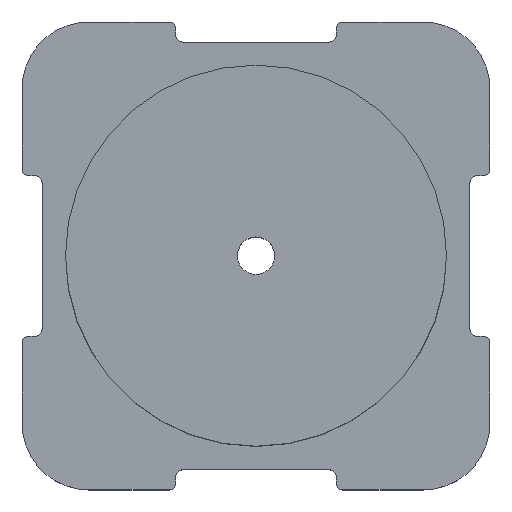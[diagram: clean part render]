
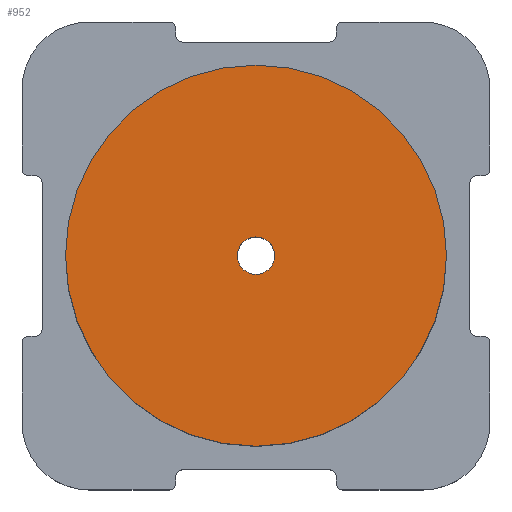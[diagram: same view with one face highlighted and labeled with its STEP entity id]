
A CAD part, top view. The second image highlights one B-rep face of the part: STEP entity #952.
In plain terms, the highlighted face is planar.
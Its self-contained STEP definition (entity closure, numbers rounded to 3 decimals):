
#64=PLANE('',#1054);
#233=FACE_BOUND('',#342,.T.);
#284=FACE_OUTER_BOUND('',#341,.T.);
#341=EDGE_LOOP('',(#871));
#342=EDGE_LOOP('',(#872));
#394=CIRCLE('',#1049,1.4);
#396=CIRCLE('',#1052,14.25);
#484=VERTEX_POINT('',#1619);
#486=VERTEX_POINT('',#1624);
#614=EDGE_CURVE('',#484,#484,#394,.T.);
#616=EDGE_CURVE('',#486,#486,#396,.T.);
#871=ORIENTED_EDGE('',*,*,#616,.T.);
#872=ORIENTED_EDGE('',*,*,#614,.T.);
#952=ADVANCED_FACE('',(#284,#233),#64,.F.);
#1049=AXIS2_PLACEMENT_3D('',#1620,#1327,#1328);
#1052=AXIS2_PLACEMENT_3D('',#1625,#1333,#1334);
#1054=AXIS2_PLACEMENT_3D('',#1627,#1337,#1338);
#1327=DIRECTION('center_axis',(0.,0.,1.));
#1328=DIRECTION('ref_axis',(-1.,0.,0.));
#1333=DIRECTION('center_axis',(0.,0.,-1.));
#1334=DIRECTION('ref_axis',(-1.,0.,0.));
#1337=DIRECTION('center_axis',(0.,0.,1.));
#1338=DIRECTION('ref_axis',(1.,0.,0.));
#1619=CARTESIAN_POINT('',(1.4,0.,0.));
#1620=CARTESIAN_POINT('Origin',(0.,0.,0.));
#1624=CARTESIAN_POINT('',(14.25,0.,0.));
#1625=CARTESIAN_POINT('Origin',(0.,0.,0.));
#1627=CARTESIAN_POINT('Origin',(0.,0.,0.));
